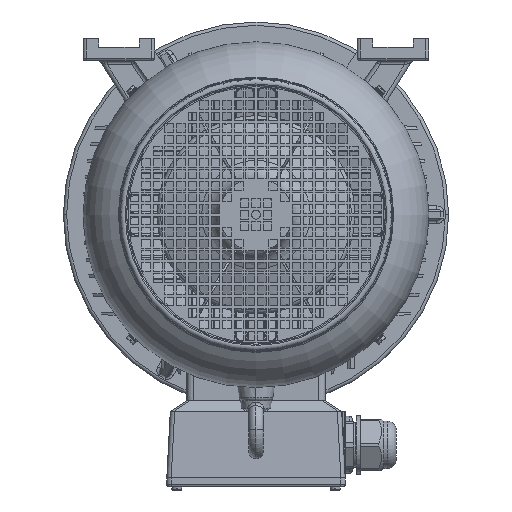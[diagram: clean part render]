
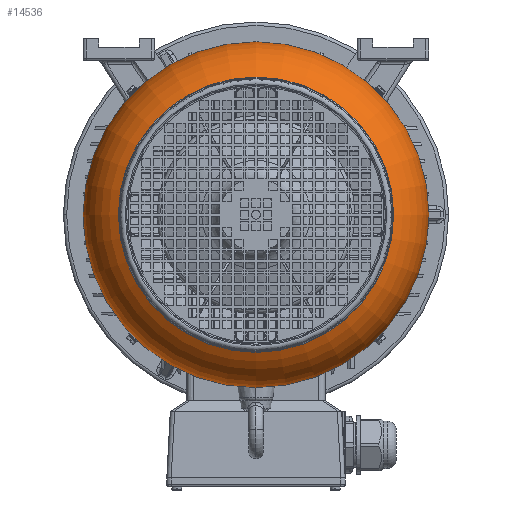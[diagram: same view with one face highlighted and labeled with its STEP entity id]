
A CAD part, left-side view. The second image highlights one B-rep face of the part: STEP entity #14536.
In plain terms, the highlighted toroidal (fillet/blend) face has major radius 97.5 mm and minor radius 59.5 mm.
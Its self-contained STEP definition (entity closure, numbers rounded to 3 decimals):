
#667=TOROIDAL_SURFACE('',#84860,97.5,59.5);
#6521=CIRCLE('',#84857,125.049);
#6522=CIRCLE('',#84859,157.);
#14536=ADVANCED_FACE('',(#19030,#19031),#667,.T.);
#19030=FACE_BOUND('',#23682,.T.);
#19031=FACE_BOUND('',#23683,.T.);
#23682=EDGE_LOOP('',(#57180));
#23683=EDGE_LOOP('',(#57181));
#57180=ORIENTED_EDGE('',*,*,#77585,.F.);
#57181=ORIENTED_EDGE('',*,*,#77584,.T.);
#67369=VERTEX_POINT('',#135782);
#67370=VERTEX_POINT('',#135785);
#77584=EDGE_CURVE('',#67369,#67369,#6521,.T.);
#77585=EDGE_CURVE('',#67370,#67370,#6522,.T.);
#84857=AXIS2_PLACEMENT_3D('',#135781,#102552,#102553);
#84859=AXIS2_PLACEMENT_3D('',#135784,#102556,#102557);
#84860=AXIS2_PLACEMENT_3D('',#135786,#102558,#102559);
#102552=DIRECTION('',(1.,0.,0.));
#102553=DIRECTION('',(0.,0.,1.));
#102556=DIRECTION('',(1.,0.,0.));
#102557=DIRECTION('',(0.,0.,1.));
#102558=DIRECTION('',(1.,0.,0.));
#102559=DIRECTION('',(0.,0.,1.));
#135781=CARTESIAN_POINT('',(-125.738,166.457,-166.457));
#135782=CARTESIAN_POINT('',(-125.738,166.457,-41.409));
#135784=CARTESIAN_POINT('',(-73.,166.457,-166.457));
#135785=CARTESIAN_POINT('',(-73.,166.457,-9.457));
#135786=CARTESIAN_POINT('',(-73.,166.457,-166.457));
